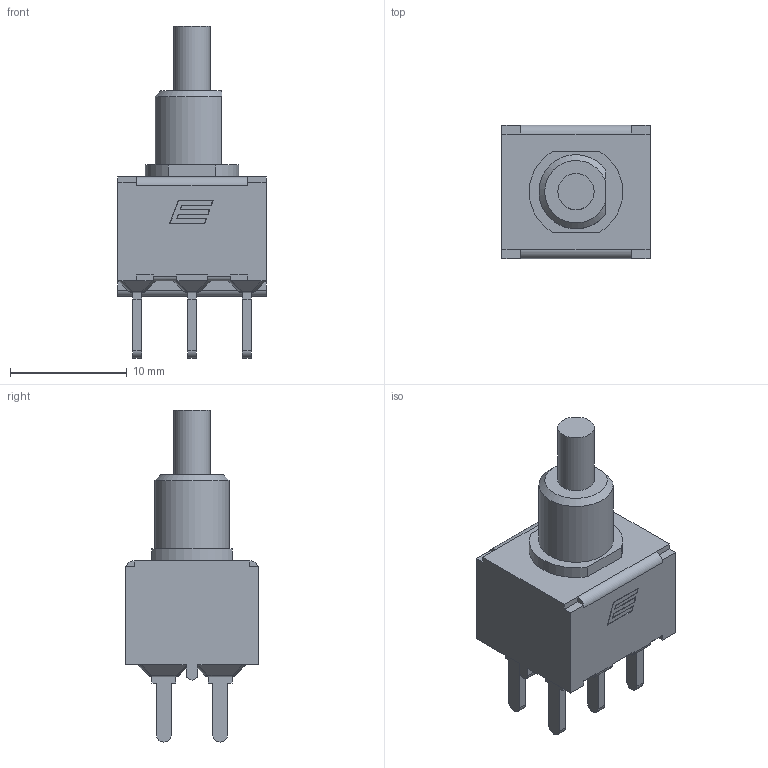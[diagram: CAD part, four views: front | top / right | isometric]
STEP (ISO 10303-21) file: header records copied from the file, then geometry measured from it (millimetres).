
FILE_DESCRIPTION((' '),'2;1');
FILE_NAME('700DP7B11M2xE.stp','2017-07-20T13:25:18',(' '),(' '),' ','ACIS',' ');
FILE_SCHEMA(('CONFIG_CONTROL_DESIGN'));
Length unit declared in the file: inch
Products named in the file (1): 700DP7B11M2xE.stp
Bounding box: 12.7 x 11.43 x 28.42 mm (x, y, z)
Volume: 1650.2 mm3; surface area: 1147.4 mm2
Topology: 1 solids, 5 shells, 331 faces, 831 edges, 528 vertices
Faces by surface type: plane 212, cylinder 70, sphere 24, bspline 24, cone 1
Full cylindrical faces by diameter (mm): 3.1 x2
Entity records: 9991 total; most frequent: CARTESIAN_POINT 2049, ORIENTED_EDGE 1654, DIRECTION 1540, EDGE_CURVE 827, VECTOR 630, LINE 630, VERTEX_POINT 526, AXIS2_PLACEMENT_3D 455
